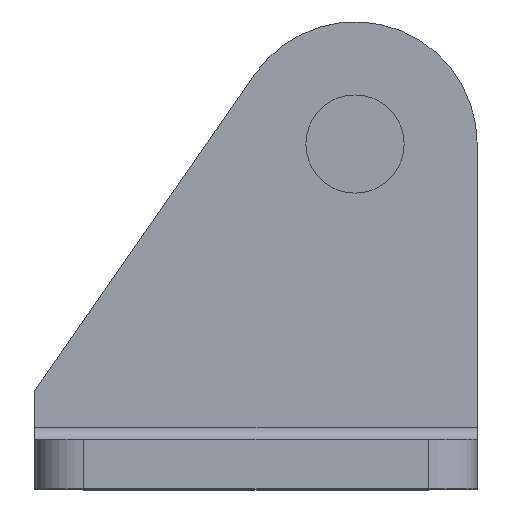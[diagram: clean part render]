
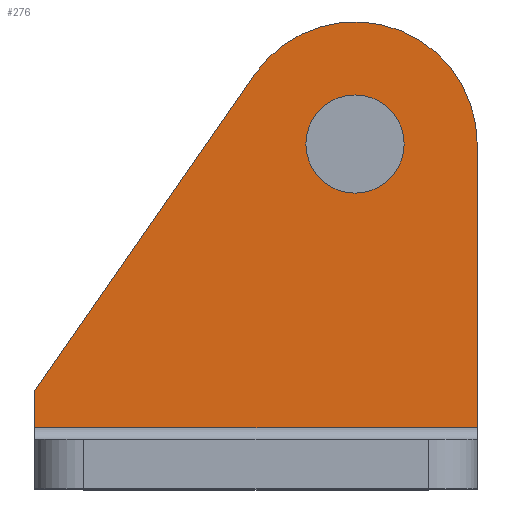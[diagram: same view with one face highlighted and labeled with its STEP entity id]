
A CAD part, top view. The second image highlights one B-rep face of the part: STEP entity #276.
In plain terms, the highlighted planar face has unit normal (0, 0, 1).
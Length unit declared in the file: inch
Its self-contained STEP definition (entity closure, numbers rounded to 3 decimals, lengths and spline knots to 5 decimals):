
#10 = CIRCLE ( 'NONE', #704, 0.12402 ) ;
#29 = VECTOR ( 'NONE', #389, 39.37008 ) ;
#91 = CIRCLE ( 'NONE', #1574, 0.31102 ) ;
#94 = DIRECTION ( 'NONE',  ( 0., 0., 1. ) ) ;
#179 = VERTEX_POINT ( 'NONE', #1294 ) ;
#214 = FACE_BOUND ( 'NONE', #1569, .T. ) ;
#219 = PLANE ( 'NONE',  #1479 ) ;
#258 = DIRECTION ( 'NONE',  ( 0., 0., 1. ) ) ;
#276 = ADVANCED_FACE ( 'NONE', ( #214, #483 ), #219, .T. ) ;
#278 = AXIS2_PLACEMENT_3D ( 'NONE', #915, #94, #1050 ) ;
#301 = VERTEX_POINT ( 'NONE', #1046 ) ;
#333 = EDGE_CURVE ( 'NONE', #1240, #997, #91, .T. ) ;
#350 = DIRECTION ( 'NONE',  ( 1., 0., 0. ) ) ;
#361 = CARTESIAN_POINT ( 'NONE',  ( -0.31102, 0.87795, 0.31098 ) ) ;
#389 = DIRECTION ( 'NONE',  ( 0., 1., 0. ) ) ;
#428 = CARTESIAN_POINT ( 'NONE',  ( -0.56646, 1.05541, 0.31098 ) ) ;
#441 = EDGE_CURVE ( 'NONE', #1375, #301, #10, .T. ) ;
#467 = EDGE_LOOP ( 'NONE', ( #679, #1353, #684, #491, #1484 ) ) ;
#483 = FACE_OUTER_BOUND ( 'NONE', #467, .T. ) ;
#490 = ORIENTED_EDGE ( 'NONE', *, *, #809, .F. ) ;
#491 = ORIENTED_EDGE ( 'NONE', *, *, #333, .T. ) ;
#501 = DIRECTION ( 'NONE',  ( 1., 0., 0. ) ) ;
#559 = CIRCLE ( 'NONE', #278, 0.12402 ) ;
#654 = CARTESIAN_POINT ( 'NONE',  ( -0.18701, 0.87795, 0.31098 ) ) ;
#679 = ORIENTED_EDGE ( 'NONE', *, *, #1486, .T. ) ;
#684 = ORIENTED_EDGE ( 'NONE', *, *, #1383, .T. ) ;
#704 = AXIS2_PLACEMENT_3D ( 'NONE', #1081, #258, #1220 ) ;
#728 = DIRECTION ( 'NONE',  ( -0.571, -0.821, 0. ) ) ;
#738 = CARTESIAN_POINT ( 'NONE',  ( -1.12598, 0.25, 0.31098 ) ) ;
#796 = LINE ( 'NONE', #1737, #1293 ) ;
#809 = EDGE_CURVE ( 'NONE', #301, #1375, #559, .T. ) ;
#824 = LINE ( 'NONE', #1026, #1508 ) ;
#831 = EDGE_CURVE ( 'NONE', #179, #1292, #796, .T. ) ;
#903 = CARTESIAN_POINT ( 'NONE',  ( -0.31102, 0.87795, 0.31098 ) ) ;
#904 = CARTESIAN_POINT ( 'NONE',  ( 0., 0.87795, 0.31098 ) ) ;
#915 = CARTESIAN_POINT ( 'NONE',  ( -0.31102, 0.87795, 0.31098 ) ) ;
#997 = VERTEX_POINT ( 'NONE', #428 ) ;
#1024 = LINE ( 'NONE', #1690, #1300 ) ;
#1026 = CARTESIAN_POINT ( 'NONE',  ( -1.12598, 0.25, 0.31098 ) ) ;
#1046 = CARTESIAN_POINT ( 'NONE',  ( -0.43504, 0.87795, 0.31098 ) ) ;
#1050 = DIRECTION ( 'NONE',  ( 1., 0., 0. ) ) ;
#1081 = CARTESIAN_POINT ( 'NONE',  ( -0.31102, 0.87795, 0.31098 ) ) ;
#1101 = EDGE_CURVE ( 'NONE', #997, #1459, #1024, .T. ) ;
#1120 = LINE ( 'NONE', #1221, #29 ) ;
#1131 = ORIENTED_EDGE ( 'NONE', *, *, #441, .F. ) ;
#1220 = DIRECTION ( 'NONE',  ( 1., 0., 0. ) ) ;
#1221 = CARTESIAN_POINT ( 'NONE',  ( 0., 0., 0.31098 ) ) ;
#1240 = VERTEX_POINT ( 'NONE', #904 ) ;
#1292 = VERTEX_POINT ( 'NONE', #1593 ) ;
#1293 = VECTOR ( 'NONE', #1457, 39.37008 ) ;
#1294 = CARTESIAN_POINT ( 'NONE',  ( 0., 0.15598, 0.31098 ) ) ;
#1300 = VECTOR ( 'NONE', #728, 39.37008 ) ;
#1302 = DIRECTION ( 'NONE',  ( 0., -1., 0. ) ) ;
#1325 = DIRECTION ( 'NONE',  ( 0., 0., 1. ) ) ;
#1353 = ORIENTED_EDGE ( 'NONE', *, *, #831, .F. ) ;
#1375 = VERTEX_POINT ( 'NONE', #654 ) ;
#1383 = EDGE_CURVE ( 'NONE', #179, #1240, #1120, .T. ) ;
#1457 = DIRECTION ( 'NONE',  ( -1., 0., 0. ) ) ;
#1459 = VERTEX_POINT ( 'NONE', #738 ) ;
#1479 = AXIS2_PLACEMENT_3D ( 'NONE', #903, #1723, #350 ) ;
#1484 = ORIENTED_EDGE ( 'NONE', *, *, #1101, .T. ) ;
#1486 = EDGE_CURVE ( 'NONE', #1459, #1292, #824, .T. ) ;
#1508 = VECTOR ( 'NONE', #1302, 39.37008 ) ;
#1569 = EDGE_LOOP ( 'NONE', ( #490, #1131 ) ) ;
#1574 = AXIS2_PLACEMENT_3D ( 'NONE', #361, #1325, #501 ) ;
#1593 = CARTESIAN_POINT ( 'NONE',  ( -1.12598, 0.15598, 0.31098 ) ) ;
#1690 = CARTESIAN_POINT ( 'NONE',  ( -0.56646, 1.05541, 0.31098 ) ) ;
#1723 = DIRECTION ( 'NONE',  ( 0., 0., 1. ) ) ;
#1737 = CARTESIAN_POINT ( 'NONE',  ( 0., 0.15598, 0.31098 ) ) ;
